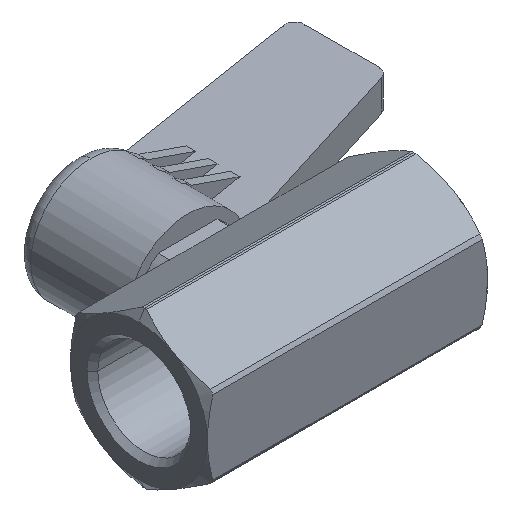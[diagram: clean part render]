
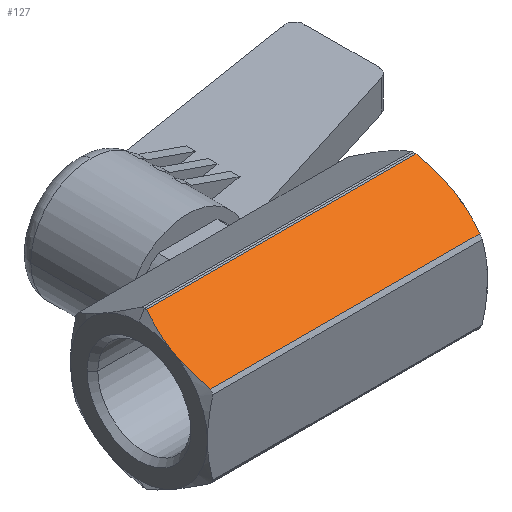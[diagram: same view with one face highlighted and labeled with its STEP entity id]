
A CAD part, isometric view. The second image highlights one B-rep face of the part: STEP entity #127.
In plain terms, the highlighted planar face has unit normal (0, -0.5, 0.866).
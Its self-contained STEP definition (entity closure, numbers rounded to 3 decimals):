
#127=ADVANCED_FACE('',(#311),#312,.T.);
#311=FACE_OUTER_BOUND('',#512,.T.);
#312=PLANE('',#513);
#512=EDGE_LOOP('',(#1181,#1182,#1183,#1184,#1185,#1186));
#513=AXIS2_PLACEMENT_3D('',#1187,#1188,#1189);
#1181=ORIENTED_EDGE('',*,*,#1564,.T.);
#1182=ORIENTED_EDGE('',*,*,#1568,.F.);
#1183=ORIENTED_EDGE('',*,*,#1569,.F.);
#1184=ORIENTED_EDGE('',*,*,#1560,.T.);
#1185=ORIENTED_EDGE('',*,*,#1584,.F.);
#1186=ORIENTED_EDGE('',*,*,#1580,.F.);
#1187=CARTESIAN_POINT('',(-21.25,-5.5,9.526));
#1188=DIRECTION('',(0.,-0.5,0.866));
#1189=DIRECTION('',(0.,-0.866,-0.5));
#1560=EDGE_CURVE('',#1964,#1961,#1965,.T.);
#1564=EDGE_CURVE('',#1971,#1969,#1972,.T.);
#1568=EDGE_CURVE('',#1975,#1969,#1977,.T.);
#1569=EDGE_CURVE('',#1964,#1975,#1978,.T.);
#1580=EDGE_CURVE('',#1971,#1991,#1992,.T.);
#1584=EDGE_CURVE('',#1991,#1961,#1997,.T.);
#1961=VERTEX_POINT('',#2750);
#1964=VERTEX_POINT('',#2753);
#1965=LINE('',#2754,#2755);
#1969=VERTEX_POINT('',#2760);
#1971=VERTEX_POINT('',#2762);
#1972=LINE('',#2763,#2764);
#1975=VERTEX_POINT('',#2767);
#1977=(B_SPLINE_CURVE(2,(#2770,#2771,#2772,#2773,#2774),.UNSPECIFIED.,.F.,.F.)B_SPLINE_CURVE_WITH_KNOTS((3,2,3),(0.0,6.45,12.899),.UNSPECIFIED.)RATIONAL_B_SPLINE_CURVE((1.0,1.038,1.0,1.038,1.0))BOUNDED_CURVE()REPRESENTATION_ITEM('')GEOMETRIC_REPRESENTATION_ITEM()CURVE());
#1978=(B_SPLINE_CURVE(2,(#2782,#2783,#2784,#2785,#2786),.UNSPECIFIED.,.F.,.F.)B_SPLINE_CURVE_WITH_KNOTS((3,2,3),(0.0,6.45,12.899),.UNSPECIFIED.)RATIONAL_B_SPLINE_CURVE((1.0,1.038,1.0,1.038,1.0))BOUNDED_CURVE()REPRESENTATION_ITEM('')GEOMETRIC_REPRESENTATION_ITEM()CURVE());
#1991=VERTEX_POINT('',#2860);
#1992=(B_SPLINE_CURVE(2,(#2862,#2863,#2864,#2865,#2866),.UNSPECIFIED.,.F.,.F.)B_SPLINE_CURVE_WITH_KNOTS((3,2,3),(0.0,6.45,12.899),.UNSPECIFIED.)RATIONAL_B_SPLINE_CURVE((1.0,1.038,1.0,1.038,1.0))BOUNDED_CURVE()REPRESENTATION_ITEM('')GEOMETRIC_REPRESENTATION_ITEM()CURVE());
#1997=(B_SPLINE_CURVE(2,(#2889,#2890,#2891,#2892,#2893),.UNSPECIFIED.,.F.,.F.)B_SPLINE_CURVE_WITH_KNOTS((3,2,3),(0.0,6.45,12.899),.UNSPECIFIED.)RATIONAL_B_SPLINE_CURVE((1.0,1.038,1.0,1.038,1.0))BOUNDED_CURVE()REPRESENTATION_ITEM('')GEOMETRIC_REPRESENTATION_ITEM()CURVE());
#2750=CARTESIAN_POINT('',(23.884,-10.642,6.558));
#2753=CARTESIAN_POINT('',(-19.384,-10.642,6.558));
#2754=CARTESIAN_POINT('',(2.25,-10.642,6.558));
#2755=VECTOR('',#3390,1.0);
#2760=CARTESIAN_POINT('',(-19.384,-0.358,12.495));
#2762=CARTESIAN_POINT('',(23.884,-0.358,12.495));
#2763=CARTESIAN_POINT('',(2.25,-0.358,12.495));
#2764=VECTOR('',#3398,1.0);
#2767=CARTESIAN_POINT('',(-20.25,-5.5,9.526));
#2770=CARTESIAN_POINT('',(-19.266,-11.006,6.348));
#2771=CARTESIAN_POINT('',(-20.25,-8.055,8.051));
#2772=CARTESIAN_POINT('',(-20.25,-5.5,9.526));
#2773=CARTESIAN_POINT('',(-20.25,-2.945,11.001));
#2774=CARTESIAN_POINT('',(-19.266,0.006,12.705));
#2782=CARTESIAN_POINT('',(-19.266,-11.006,6.348));
#2783=CARTESIAN_POINT('',(-20.25,-8.055,8.051));
#2784=CARTESIAN_POINT('',(-20.25,-5.5,9.526));
#2785=CARTESIAN_POINT('',(-20.25,-2.945,11.001));
#2786=CARTESIAN_POINT('',(-19.266,0.006,12.705));
#2860=CARTESIAN_POINT('',(24.75,-5.5,9.526));
#2862=CARTESIAN_POINT('',(23.766,0.006,12.705));
#2863=CARTESIAN_POINT('',(24.75,-2.945,11.001));
#2864=CARTESIAN_POINT('',(24.75,-5.5,9.526));
#2865=CARTESIAN_POINT('',(24.75,-8.055,8.051));
#2866=CARTESIAN_POINT('',(23.766,-11.006,6.348));
#2889=CARTESIAN_POINT('',(23.766,0.006,12.705));
#2890=CARTESIAN_POINT('',(24.75,-2.945,11.001));
#2891=CARTESIAN_POINT('',(24.75,-5.5,9.526));
#2892=CARTESIAN_POINT('',(24.75,-8.055,8.051));
#2893=CARTESIAN_POINT('',(23.766,-11.006,6.348));
#3390=DIRECTION('',(1.0,0.,0.));
#3398=DIRECTION('',(-1.0,0.,0.));
